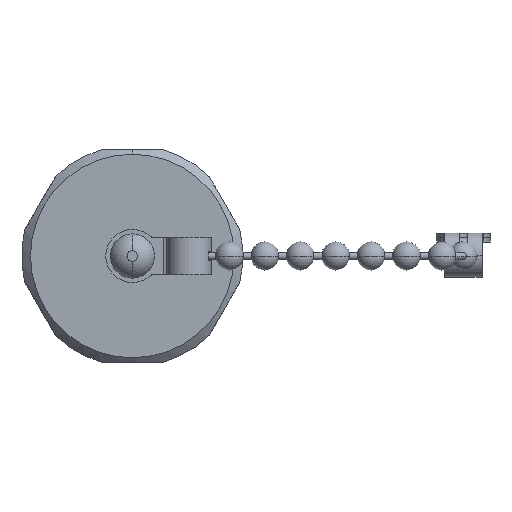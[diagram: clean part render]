
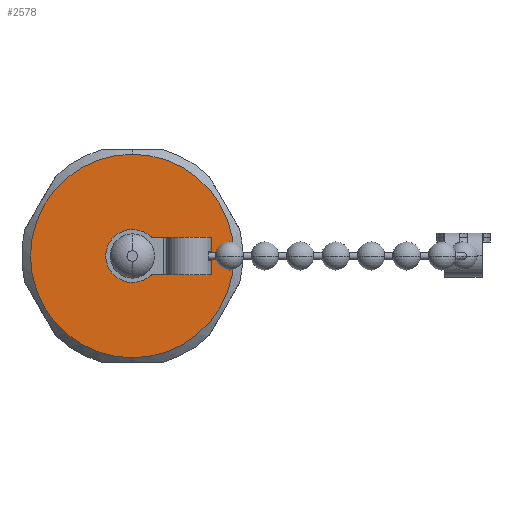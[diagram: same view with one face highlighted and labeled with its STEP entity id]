
A CAD part, left-side view. The second image highlights one B-rep face of the part: STEP entity #2578.
In plain terms, the highlighted face is planar.
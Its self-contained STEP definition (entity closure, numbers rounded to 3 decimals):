
#97 = CARTESIAN_POINT ( 'NONE',  ( 0., 0., -23.5 ) ) ;
#530 = CIRCLE ( 'NONE', #2654, 11.5 ) ;
#602 = CARTESIAN_POINT ( 'NONE',  ( 0., 0., -13.3 ) ) ;
#775 = ORIENTED_EDGE ( 'NONE', *, *, #1378, .T. ) ;
#1005 = PLANE ( 'NONE',  #7162 ) ;
#1047 = CARTESIAN_POINT ( 'NONE',  ( 0., 0., -12. ) ) ;
#1378 = EDGE_CURVE ( 'NONE', #3514, #1652, #2238, .T. ) ;
#1652 = VERTEX_POINT ( 'NONE', #7155 ) ;
#1662 = DIRECTION ( 'NONE',  ( 0., 0., -1. ) ) ;
#2089 = ORIENTED_EDGE ( 'NONE', *, *, #3425, .F. ) ;
#2175 = FACE_BOUND ( 'NONE', #7321, .T. ) ;
#2238 = CIRCLE ( 'NONE', #2833, 11.5 ) ;
#2246 = FACE_OUTER_BOUND ( 'NONE', #5564, .T. ) ;
#2545 = EDGE_CURVE ( 'NONE', #4701, #3737, #6694, .T. ) ;
#2578 = ADVANCED_FACE ( 'NONE', ( #2175, #2246 ), #1005, .F. ) ;
#2654 = AXIS2_PLACEMENT_3D ( 'NONE', #7001, #5290, #3015 ) ;
#2833 = AXIS2_PLACEMENT_3D ( 'NONE', #1047, #7179, #5576 ) ;
#3015 = DIRECTION ( 'NONE',  ( 0., 0., -1. ) ) ;
#3181 = EDGE_CURVE ( 'NONE', #1652, #3514, #530, .T. ) ;
#3295 = DIRECTION ( 'NONE',  ( 1., 0., 0. ) ) ;
#3404 = DIRECTION ( 'NONE',  ( 0., 0., -1. ) ) ;
#3425 = EDGE_CURVE ( 'NONE', #3737, #4701, #6065, .T. ) ;
#3514 = VERTEX_POINT ( 'NONE', #97 ) ;
#3604 = AXIS2_PLACEMENT_3D ( 'NONE', #4551, #3295, #3404 ) ;
#3702 = ORIENTED_EDGE ( 'NONE', *, *, #2545, .F. ) ;
#3737 = VERTEX_POINT ( 'NONE', #602 ) ;
#3885 = DIRECTION ( 'NONE',  ( -1., 0., 0. ) ) ;
#4009 = CARTESIAN_POINT ( 'NONE',  ( 0., 0., -12. ) ) ;
#4551 = CARTESIAN_POINT ( 'NONE',  ( 0., 0., -12. ) ) ;
#4701 = VERTEX_POINT ( 'NONE', #5510 ) ;
#4916 = ORIENTED_EDGE ( 'NONE', *, *, #3181, .T. ) ;
#4979 = AXIS2_PLACEMENT_3D ( 'NONE', #4009, #5005, #1662 ) ;
#5005 = DIRECTION ( 'NONE',  ( 1., 0., 0. ) ) ;
#5290 = DIRECTION ( 'NONE',  ( 1., 0., 0. ) ) ;
#5510 = CARTESIAN_POINT ( 'NONE',  ( 0., 0., -10.7 ) ) ;
#5564 = EDGE_LOOP ( 'NONE', ( #4916, #775 ) ) ;
#5576 = DIRECTION ( 'NONE',  ( 0., 0., -1. ) ) ;
#5681 = DIRECTION ( 'NONE',  ( 0., 0., 1. ) ) ;
#6065 = CIRCLE ( 'NONE', #4979, 1.3 ) ;
#6250 = CARTESIAN_POINT ( 'NONE',  ( 0., 0., -12. ) ) ;
#6694 = CIRCLE ( 'NONE', #3604, 1.3 ) ;
#7001 = CARTESIAN_POINT ( 'NONE',  ( 0., 0., -12. ) ) ;
#7155 = CARTESIAN_POINT ( 'NONE',  ( 0., 0., -0.5 ) ) ;
#7162 = AXIS2_PLACEMENT_3D ( 'NONE', #6250, #3885, #5681 ) ;
#7179 = DIRECTION ( 'NONE',  ( 1., 0., 0. ) ) ;
#7321 = EDGE_LOOP ( 'NONE', ( #2089, #3702 ) ) ;
